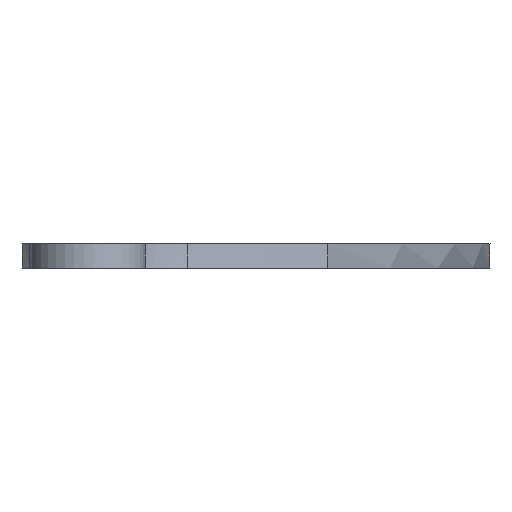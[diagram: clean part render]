
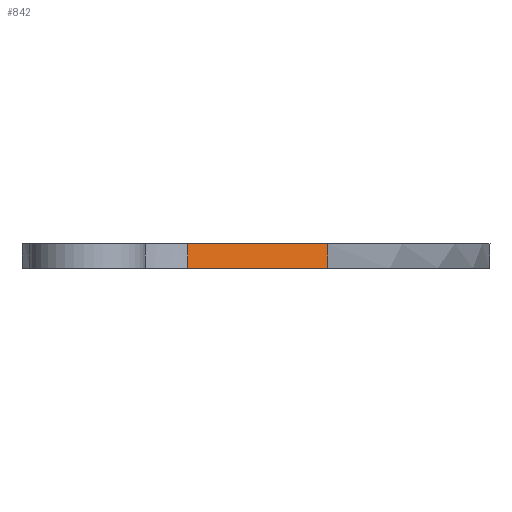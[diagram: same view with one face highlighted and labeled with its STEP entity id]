
A CAD part, left-side view. The second image highlights one B-rep face of the part: STEP entity #842.
In plain terms, the highlighted free-form (B-spline) face has degree [3, 1] with [12, 2] control points.
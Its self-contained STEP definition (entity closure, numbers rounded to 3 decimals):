
#83=B_SPLINE_SURFACE_WITH_KNOTS('',3,1,((#2775,#2776),(#2777,#2778),(#2779,
#2780),(#2781,#2782),(#2783,#2784),(#2785,#2786),(#2787,#2788),(#2789,#2790),
(#2791,#2792),(#2793,#2794),(#2795,#2796),(#2797,#2798)),.UNSPECIFIED.,
 .F.,.F.,.F.,(4,1,1,1,1,1,1,1,1,4),(2,2),(0.,1.917,3.834,
7.667,11.334,15.,16.212,17.423,
18.325,19.227),(0.,1.081),.UNSPECIFIED.);
#93=B_SPLINE_CURVE_WITH_KNOTS('',3,(#1791,#1792,#1793,#1794,#1795,#1796),
 .UNSPECIFIED.,.F.,.F.,(4,1,1,4),(-8.626,-5.158,-3.679,
-3.508),.UNSPECIFIED.);
#105=B_SPLINE_CURVE_WITH_KNOTS('',3,(#2420,#2421,#2422,#2423,#2424,#2425),
 .UNSPECIFIED.,.F.,.F.,(4,1,1,4),(-12.523,-12.416,-11.488,
-9.311),.UNSPECIFIED.);
#146=FACE_OUTER_BOUND('',#203,.T.);
#203=EDGE_LOOP('',(#768,#769,#770,#771));
#232=LINE('',#2063,#292);
#250=LINE('',#2656,#310);
#292=VECTOR('',#965,10.);
#310=VECTOR('',#1011,10.);
#368=VERTEX_POINT('',#1774);
#369=VERTEX_POINT('',#1790);
#397=VERTEX_POINT('',#1970);
#412=VERTEX_POINT('',#2304);
#455=EDGE_CURVE('',#369,#368,#93,.T.);
#488=EDGE_CURVE('',#368,#397,#232,.T.);
#506=EDGE_CURVE('',#397,#412,#105,.T.);
#528=EDGE_CURVE('',#412,#369,#250,.T.);
#768=ORIENTED_EDGE('',*,*,#488,.T.);
#769=ORIENTED_EDGE('',*,*,#506,.T.);
#770=ORIENTED_EDGE('',*,*,#528,.T.);
#771=ORIENTED_EDGE('',*,*,#455,.T.);
#842=ADVANCED_FACE('',(#146),#83,.T.);
#965=DIRECTION('',(0.,0.,-1.));
#1011=DIRECTION('',(0.,0.,1.));
#1774=CARTESIAN_POINT('',(70.883,92.557,6.3));
#1790=CARTESIAN_POINT('',(92.086,56.255,6.3));
#1791=CARTESIAN_POINT('Ctrl Pts',(92.086,56.255,6.3));
#1792=CARTESIAN_POINT('Ctrl Pts',(86.364,63.8,6.3));
#1793=CARTESIAN_POINT('Ctrl Pts',(79.978,76.243,6.3));
#1794=CARTESIAN_POINT('Ctrl Pts',(73.68,87.791,6.3));
#1795=CARTESIAN_POINT('Ctrl Pts',(71.152,92.108,6.3));
#1796=CARTESIAN_POINT('Ctrl Pts',(70.883,92.557,6.3));
#1970=CARTESIAN_POINT('',(70.883,92.557,0.));
#2063=CARTESIAN_POINT('',(70.883,92.557,6.3));
#2304=CARTESIAN_POINT('',(92.086,56.255,0.));
#2420=CARTESIAN_POINT('Ctrl Pts',(70.883,92.557,0.));
#2421=CARTESIAN_POINT('Ctrl Pts',(71.152,92.108,0.));
#2422=CARTESIAN_POINT('Ctrl Pts',(73.68,87.791,0.));
#2423=CARTESIAN_POINT('Ctrl Pts',(79.978,76.243,0.));
#2424=CARTESIAN_POINT('Ctrl Pts',(86.364,63.8,0.));
#2425=CARTESIAN_POINT('Ctrl Pts',(92.086,56.255,0.));
#2656=CARTESIAN_POINT('',(92.086,56.255,6.3));
#2775=CARTESIAN_POINT('Ctrl Pts',(199.023,2.631,7.656));
#2776=CARTESIAN_POINT('Ctrl Pts',(199.023,2.631,-3.159));
#2777=CARTESIAN_POINT('Ctrl Pts',(193.159,1.671,7.656));
#2778=CARTESIAN_POINT('Ctrl Pts',(193.159,1.671,-3.159));
#2779=CARTESIAN_POINT('Ctrl Pts',(179.917,6.799,7.656));
#2780=CARTESIAN_POINT('Ctrl Pts',(179.917,6.799,-3.159));
#2781=CARTESIAN_POINT('Ctrl Pts',(156.362,14.75,7.656));
#2782=CARTESIAN_POINT('Ctrl Pts',(156.362,14.75,-3.159));
#2783=CARTESIAN_POINT('Ctrl Pts',(128.403,29.484,7.656));
#2784=CARTESIAN_POINT('Ctrl Pts',(128.403,29.484,-3.159));
#2785=CARTESIAN_POINT('Ctrl Pts',(94.807,47.192,7.656));
#2786=CARTESIAN_POINT('Ctrl Pts',(94.807,47.192,-3.159));
#2787=CARTESIAN_POINT('Ctrl Pts',(81.216,73.973,7.656));
#2788=CARTESIAN_POINT('Ctrl Pts',(81.216,73.973,-3.159));
#2789=CARTESIAN_POINT('Ctrl Pts',(72.072,90.739,7.656));
#2790=CARTESIAN_POINT('Ctrl Pts',(72.072,90.739,-3.159));
#2791=CARTESIAN_POINT('Ctrl Pts',(64.89,102.508,7.656));
#2792=CARTESIAN_POINT('Ctrl Pts',(64.89,102.508,-3.159));
#2793=CARTESIAN_POINT('Ctrl Pts',(55.439,97.45,7.656));
#2794=CARTESIAN_POINT('Ctrl Pts',(55.439,97.45,-3.159));
#2795=CARTESIAN_POINT('Ctrl Pts',(49.242,95.426,7.656));
#2796=CARTESIAN_POINT('Ctrl Pts',(49.242,95.426,-3.159));
#2797=CARTESIAN_POINT('Ctrl Pts',(47.018,93.894,7.656));
#2798=CARTESIAN_POINT('Ctrl Pts',(47.018,93.894,-3.159));
